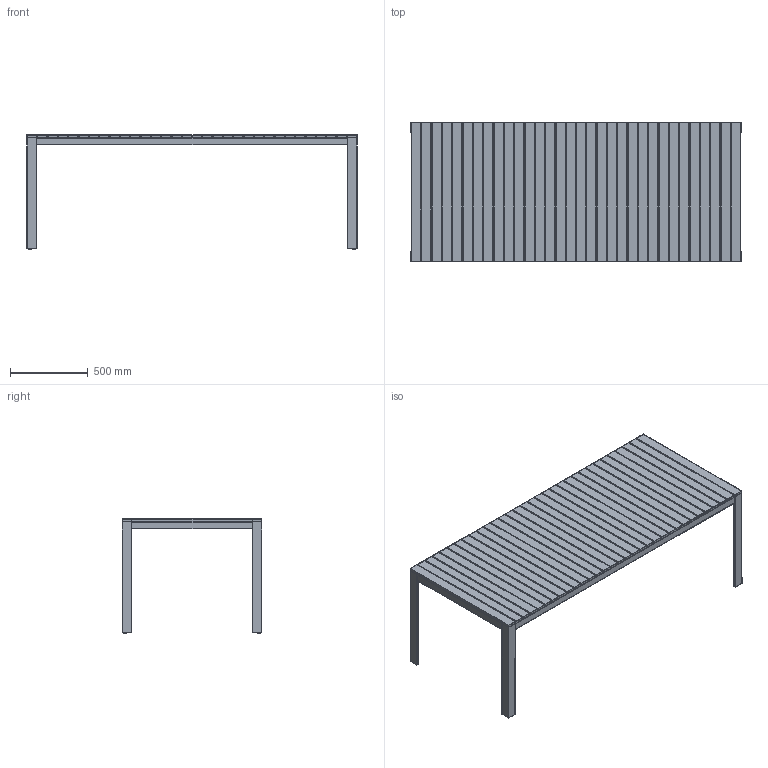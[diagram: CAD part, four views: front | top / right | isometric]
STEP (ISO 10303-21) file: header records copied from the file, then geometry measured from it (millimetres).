
FILE_DESCRIPTION(('STEP AP214'),'1');
FILE_NAME('Tavolino KALIMBA_900x2100_730.stp','2021-02-17T09:55:16',(' '),(' '),'Spatial InterOp 3D',' ',' ');
FILE_SCHEMA(('AUTOMOTIVE_DESIGN { 1 0 10303 214 1 1 1 1 }'));
Length unit declared in the file: metre
Products named in the file (1): 1
Bounding box: 2127.1 x 900 x 735 mm (x, y, z)
Volume: 10252879.8 mm3; surface area: 13449689.4 mm2
Topology: 120 solids, 120 shells, 4496 faces, 12392 edges, 8240 vertices
Faces by surface type: plane 2840, cylinder 1572, cone 84
Full cylindrical faces by diameter (mm): 2.5 x60, 4.2 x20, 5 x152, 6.75 x8, 8 x8, 9 x4, 10 x4, 14 x4
Entity records: 180839 total; most frequent: CARTESIAN_POINT 27873, DIRECTION 24154, ORIENTED_EDGE 23952, EDGE_CURVE 11976, LINE 8704, VECTOR 8704, VERTEX_POINT 8156, AXIS2_PLACEMENT_3D 7725
